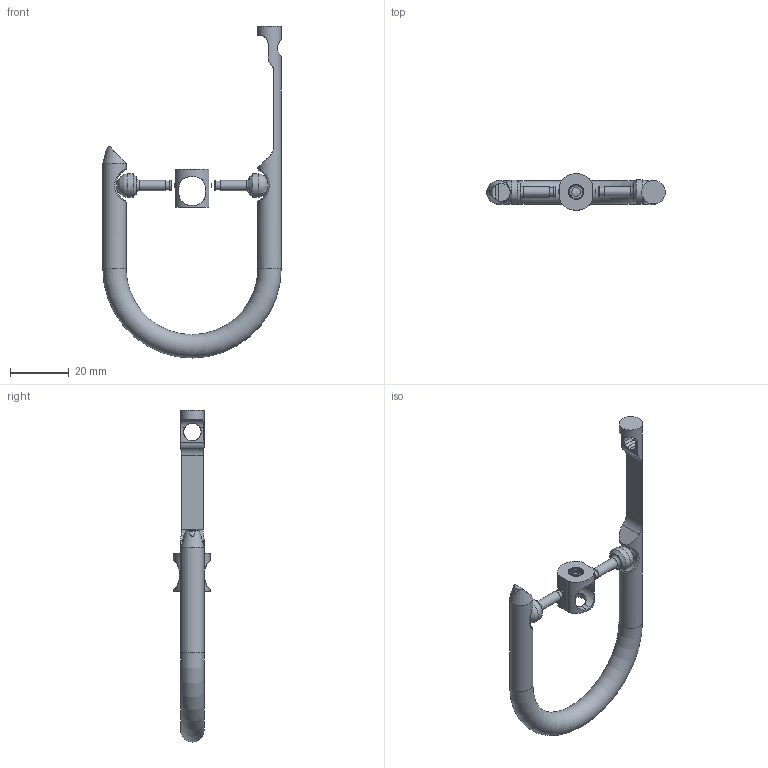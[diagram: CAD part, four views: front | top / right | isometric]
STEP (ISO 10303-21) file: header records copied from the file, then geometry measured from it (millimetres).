
FILE_DESCRIPTION(/* description */ (''),/* implementation_level */ '2;1');
FILE_NAME(/* name */ 'KA_SmartPadLock_ShortShackle v2 (LoadBearing).step',/* time_stamp */ '2023-08-16T18:37:24+10:00',/* author */ (''),/* organization */ (''),/* preprocessor_version */ 'ST-DEVELOPER v20',/* originating_system */ 'Autodesk Translation Framework v12.9.0.99',/* authorisation */ '');
FILE_SCHEMA (('AUTOMOTIVE_DESIGN { 1 0 10303 214 3 1 1 }'));
Length unit declared in the file: millimetre
Products named in the file (4): KA_SmartPadLock_ShortShackle; KA_Finger_Shared; KA_Drum_DrumLockV8; KA_Shackle_Short
Assembly tree (4 placements, depth 2):
  KA_SmartPadLock_ShortShackle
    KA_Finger_Shared  x2
    KA_Drum_DrumLockV8
    KA_Shackle_Short
Bounding box: 61 x 12.5 x 113.5 mm (x, y, z)
Volume: 9844 mm3; surface area: 6531.1 mm2
Topology: 4 solids, 4 shells, 273 faces, 694 edges, 436 vertices
Faces by surface type: plane 117, cylinder 87, cone 47, bspline 19, torus 3
Full cylindrical faces by diameter (mm): 3 x3, 3.5 x4, 7 x1, 8 x4
Entity records: 8628 total; most frequent: CARTESIAN_POINT 2317, ORIENTED_EDGE 1344, DIRECTION 1262, EDGE_CURVE 672, AXIS2_PLACEMENT_3D 454, VERTEX_POINT 422, LINE 354, VECTOR 354
